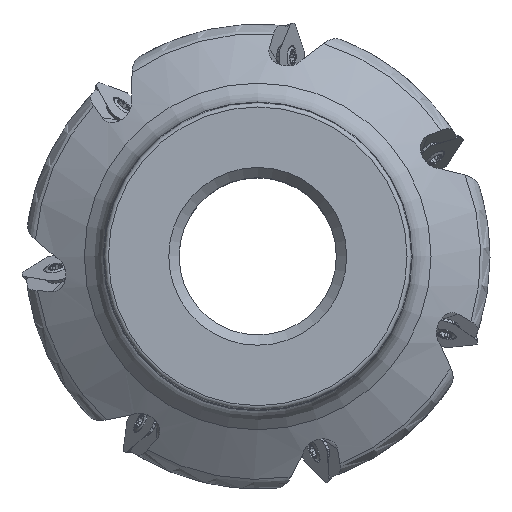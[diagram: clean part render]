
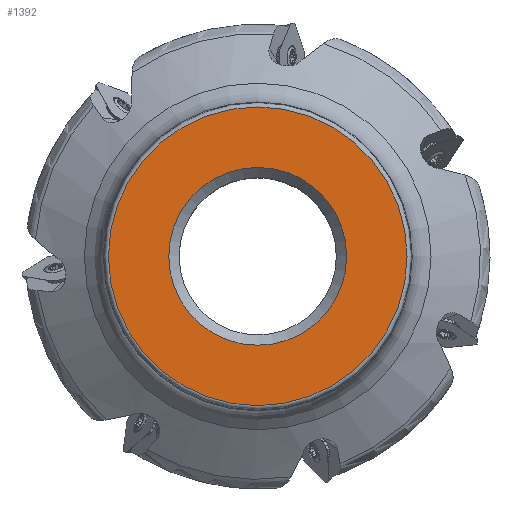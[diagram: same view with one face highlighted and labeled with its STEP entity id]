
A CAD part, top view. The second image highlights one B-rep face of the part: STEP entity #1392.
In plain terms, the highlighted planar face has unit normal (0, 0, 1).
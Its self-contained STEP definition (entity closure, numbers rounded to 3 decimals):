
#1392=ADVANCED_FACE('SU_1',(#2743,#2744),#2019,.F.);
#2019=PLANE('',#14187);
#2461=CIRCLE('',#14185,36.193);
#2462=CIRCLE('',#14186,21.556);
#2743=FACE_BOUND('',#3064,.T.);
#2744=FACE_BOUND('',#3065,.T.);
#3064=EDGE_LOOP('',(#5641));
#3065=EDGE_LOOP('',(#5642));
#5641=ORIENTED_EDGE('',*,*,#10889,.T.);
#5642=ORIENTED_EDGE('',*,*,#10890,.F.);
#9377=VERTEX_POINT('',#22155);
#9378=VERTEX_POINT('',#22157);
#10889=EDGE_CURVE('',#9377,#9377,#2461,.T.);
#10890=EDGE_CURVE('',#9378,#9378,#2462,.T.);
#14185=AXIS2_PLACEMENT_3D('',#22154,#16104,#16105);
#14186=AXIS2_PLACEMENT_3D('',#22156,#16106,#16107);
#14187=AXIS2_PLACEMENT_3D('',#22158,#16108,#16109);
#16104=DIRECTION('',(0.,0.,1.));
#16105=DIRECTION('',(1.,0.,0.));
#16106=DIRECTION('',(0.,0.,1.));
#16107=DIRECTION('',(1.,0.,0.));
#16108=DIRECTION('',(0.,0.,-1.));
#16109=DIRECTION('',(-1.,0.,0.));
#22154=CARTESIAN_POINT('',(0.,0.,0.));
#22155=CARTESIAN_POINT('',(36.193,0.,0.));
#22156=CARTESIAN_POINT('',(0.,0.,0.));
#22157=CARTESIAN_POINT('',(21.556,0.,0.));
#22158=CARTESIAN_POINT('',(-37.193,0.,0.));
